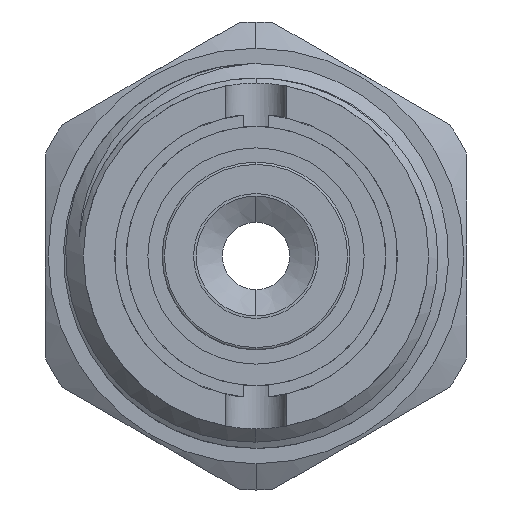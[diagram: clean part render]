
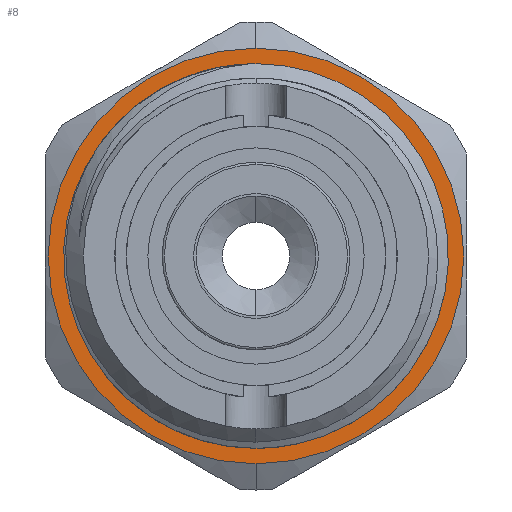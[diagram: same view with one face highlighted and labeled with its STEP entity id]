
A CAD part, front view. The second image highlights one B-rep face of the part: STEP entity #8.
In plain terms, the highlighted planar face has unit normal (0, -1, 0).
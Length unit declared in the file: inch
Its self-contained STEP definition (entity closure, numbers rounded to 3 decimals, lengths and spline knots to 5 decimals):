
#8 = ADVANCED_FACE ( 'NONE', ( #3431, #616 ), #1628, .T. ) ;
#94 = AXIS2_PLACEMENT_3D ( 'NONE', #4657, #5838, #10038 ) ;
#616 = FACE_BOUND ( 'NONE', #8959, .T. ) ;
#708 = CIRCLE ( 'NONE', #2496, 0.555 ) ;
#1013 = DIRECTION ( 'NONE',  ( 0., -1., 0. ) ) ;
#1114 = ORIENTED_EDGE ( 'NONE', *, *, #10512, .F. ) ;
#1474 = ORIENTED_EDGE ( 'NONE', *, *, #1701, .T. ) ;
#1628 = PLANE ( 'NONE',  #94 ) ;
#1701 = EDGE_CURVE ( 'NONE', #8777, #8902, #4583, .T. ) ;
#1880 = CIRCLE ( 'NONE', #2876, 0.46 ) ;
#2344 = CARTESIAN_POINT ( 'NONE',  ( 0., 0.945, -0.46 ) ) ;
#2496 = AXIS2_PLACEMENT_3D ( 'NONE', #9580, #13690, #7376 ) ;
#2876 = AXIS2_PLACEMENT_3D ( 'NONE', #9432, #1013, #12848 ) ;
#3139 = VERTEX_POINT ( 'NONE', #2344 ) ;
#3431 = FACE_OUTER_BOUND ( 'NONE', #8663, .T. ) ;
#4507 = EDGE_CURVE ( 'NONE', #8902, #8777, #708, .T. ) ;
#4583 = CIRCLE ( 'NONE', #12316, 0.555 ) ;
#4657 = CARTESIAN_POINT ( 'NONE',  ( 0., 0.945, 0.555 ) ) ;
#5838 = DIRECTION ( 'NONE',  ( 0., -1., 0. ) ) ;
#6508 = CARTESIAN_POINT ( 'NONE',  ( 0., 0.945, 0.555 ) ) ;
#6621 = DIRECTION ( 'NONE',  ( 0., -1., 0. ) ) ;
#7376 = DIRECTION ( 'NONE',  ( 0., 0., -1. ) ) ;
#7490 = DIRECTION ( 'NONE',  ( 0., -1., 0. ) ) ;
#7581 = ORIENTED_EDGE ( 'NONE', *, *, #9852, .F. ) ;
#7823 = DIRECTION ( 'NONE',  ( 0., 0., -1. ) ) ;
#8663 = EDGE_LOOP ( 'NONE', ( #9916, #1474 ) ) ;
#8777 = VERTEX_POINT ( 'NONE', #13219 ) ;
#8902 = VERTEX_POINT ( 'NONE', #6508 ) ;
#8959 = EDGE_LOOP ( 'NONE', ( #7581, #1114 ) ) ;
#9432 = CARTESIAN_POINT ( 'NONE',  ( 0., 0.945, 0. ) ) ;
#9580 = CARTESIAN_POINT ( 'NONE',  ( 0., 0.945, 0. ) ) ;
#9610 = DIRECTION ( 'NONE',  ( 0., 0., -1. ) ) ;
#9852 = EDGE_CURVE ( 'NONE', #3139, #13266, #1880, .T. ) ;
#9916 = ORIENTED_EDGE ( 'NONE', *, *, #4507, .T. ) ;
#9989 = CARTESIAN_POINT ( 'NONE',  ( 0., 0.945, 0. ) ) ;
#10038 = DIRECTION ( 'NONE',  ( 0., 0., -1. ) ) ;
#10512 = EDGE_CURVE ( 'NONE', #13266, #3139, #12625, .T. ) ;
#12316 = AXIS2_PLACEMENT_3D ( 'NONE', #12969, #7490, #9610 ) ;
#12332 = CARTESIAN_POINT ( 'NONE',  ( 0., 0.945, 0.46 ) ) ;
#12522 = AXIS2_PLACEMENT_3D ( 'NONE', #9989, #6621, #7823 ) ;
#12625 = CIRCLE ( 'NONE', #12522, 0.46 ) ;
#12848 = DIRECTION ( 'NONE',  ( 0., 0., -1. ) ) ;
#12969 = CARTESIAN_POINT ( 'NONE',  ( 0., 0.945, 0. ) ) ;
#13219 = CARTESIAN_POINT ( 'NONE',  ( 0., 0.945, -0.555 ) ) ;
#13266 = VERTEX_POINT ( 'NONE', #12332 ) ;
#13690 = DIRECTION ( 'NONE',  ( 0., -1., 0. ) ) ;
